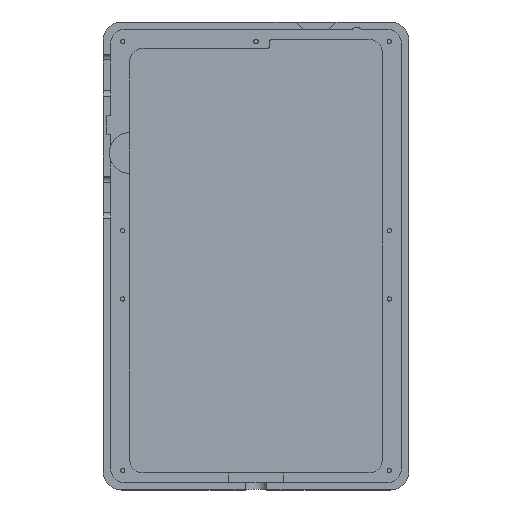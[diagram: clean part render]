
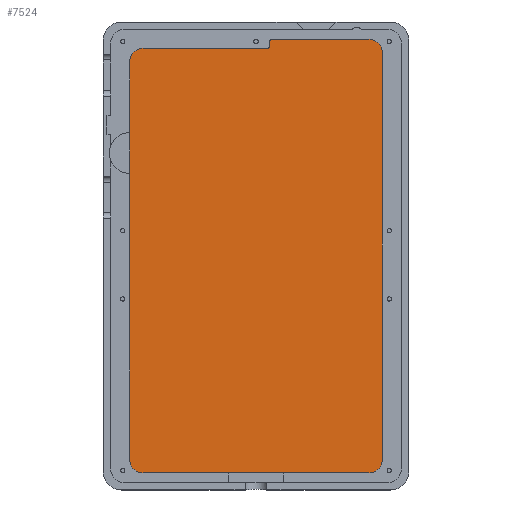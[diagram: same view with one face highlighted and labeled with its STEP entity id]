
A CAD part, top view. The second image highlights one B-rep face of the part: STEP entity #7524.
In plain terms, the highlighted planar face has unit normal (0, 0, 1).
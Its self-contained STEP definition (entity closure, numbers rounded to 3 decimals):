
#109=CIRCLE('',#7741,0.5);
#110=CIRCLE('',#7742,3.);
#111=CIRCLE('',#7743,3.);
#112=CIRCLE('',#7744,3.);
#113=CIRCLE('',#7745,3.);
#114=CIRCLE('',#7746,0.5);
#253=PLANE('',#7740);
#649=FACE_OUTER_BOUND('',#1084,.T.);
#1084=EDGE_LOOP('',(#6740,#6741,#6742,#6743,#6744,#6745,#6746,#6747,#6748,
#6749,#6750,#6751));
#1479=LINE('',#15597,#2025);
#1630=LINE('',#16835,#2176);
#1631=LINE('',#16840,#2177);
#1632=LINE('',#16844,#2178);
#1633=LINE('',#16848,#2179);
#1634=LINE('',#16851,#2180);
#2025=VECTOR('',#8271,10.);
#2176=VECTOR('',#8676,10.);
#2177=VECTOR('',#8681,10.);
#2178=VECTOR('',#8684,10.);
#2179=VECTOR('',#8687,10.);
#2180=VECTOR('',#8690,10.);
#3304=VERTEX_POINT('',#15594);
#3305=VERTEX_POINT('',#15596);
#3469=VERTEX_POINT('',#16831);
#3470=VERTEX_POINT('',#16832);
#3471=VERTEX_POINT('',#16834);
#3472=VERTEX_POINT('',#16837);
#3473=VERTEX_POINT('',#16839);
#3474=VERTEX_POINT('',#16841);
#3475=VERTEX_POINT('',#16843);
#3476=VERTEX_POINT('',#16845);
#3477=VERTEX_POINT('',#16847);
#3478=VERTEX_POINT('',#16849);
#4343=EDGE_CURVE('',#3304,#3305,#1479,.T.);
#4585=EDGE_CURVE('',#3469,#3470,#109,.T.);
#4586=EDGE_CURVE('',#3471,#3469,#1630,.T.);
#4587=EDGE_CURVE('',#3305,#3471,#110,.T.);
#4588=EDGE_CURVE('',#3472,#3304,#111,.T.);
#4589=EDGE_CURVE('',#3473,#3472,#1631,.T.);
#4590=EDGE_CURVE('',#3474,#3473,#112,.T.);
#4591=EDGE_CURVE('',#3475,#3474,#1632,.T.);
#4592=EDGE_CURVE('',#3476,#3475,#113,.T.);
#4593=EDGE_CURVE('',#3477,#3476,#1633,.T.);
#4594=EDGE_CURVE('',#3478,#3477,#114,.T.);
#4595=EDGE_CURVE('',#3470,#3478,#1634,.T.);
#6740=ORIENTED_EDGE('',*,*,#4585,.F.);
#6741=ORIENTED_EDGE('',*,*,#4586,.F.);
#6742=ORIENTED_EDGE('',*,*,#4587,.F.);
#6743=ORIENTED_EDGE('',*,*,#4343,.F.);
#6744=ORIENTED_EDGE('',*,*,#4588,.F.);
#6745=ORIENTED_EDGE('',*,*,#4589,.F.);
#6746=ORIENTED_EDGE('',*,*,#4590,.F.);
#6747=ORIENTED_EDGE('',*,*,#4591,.F.);
#6748=ORIENTED_EDGE('',*,*,#4592,.F.);
#6749=ORIENTED_EDGE('',*,*,#4593,.F.);
#6750=ORIENTED_EDGE('',*,*,#4594,.F.);
#6751=ORIENTED_EDGE('',*,*,#4595,.F.);
#7524=ADVANCED_FACE('',(#649),#253,.T.);
#7740=AXIS2_PLACEMENT_3D('',#16830,#8672,#8673);
#7741=AXIS2_PLACEMENT_3D('',#16833,#8674,#8675);
#7742=AXIS2_PLACEMENT_3D('',#16836,#8677,#8678);
#7743=AXIS2_PLACEMENT_3D('',#16838,#8679,#8680);
#7744=AXIS2_PLACEMENT_3D('',#16842,#8682,#8683);
#7745=AXIS2_PLACEMENT_3D('',#16846,#8685,#8686);
#7746=AXIS2_PLACEMENT_3D('',#16850,#8688,#8689);
#8271=DIRECTION('',(0.,1.,0.));
#8672=DIRECTION('center_axis',(0.,0.,1.));
#8673=DIRECTION('ref_axis',(1.,0.,0.));
#8674=DIRECTION('center_axis',(0.,0.,1.));
#8675=DIRECTION('ref_axis',(0.,-1.,0.));
#8676=DIRECTION('',(1.,0.,0.));
#8677=DIRECTION('center_axis',(0.,0.,-1.));
#8678=DIRECTION('ref_axis',(0.,1.,0.));
#8679=DIRECTION('center_axis',(0.,0.,-1.));
#8680=DIRECTION('ref_axis',(-1.,0.,0.));
#8681=DIRECTION('',(-1.,0.,0.));
#8682=DIRECTION('center_axis',(0.,0.,-1.));
#8683=DIRECTION('ref_axis',(0.,-1.,0.));
#8684=DIRECTION('',(0.,-1.,0.));
#8685=DIRECTION('center_axis',(0.,0.,-1.));
#8686=DIRECTION('ref_axis',(1.,0.,0.));
#8687=DIRECTION('',(1.,0.,0.));
#8688=DIRECTION('center_axis',(0.,0.,-1.));
#8689=DIRECTION('ref_axis',(0.,1.,0.));
#8690=DIRECTION('',(0.,1.,0.));
#15594=CARTESIAN_POINT('',(4.,-95.,-3.4));
#15596=CARTESIAN_POINT('',(4.,-7.,-3.4));
#15597=CARTESIAN_POINT('',(4.,-28.5,-3.4));
#16830=CARTESIAN_POINT('Origin',(32.,-50.,-3.4));
#16831=CARTESIAN_POINT('',(34.5,-4.,-3.4));
#16832=CARTESIAN_POINT('',(35.,-3.5,-3.4));
#16833=CARTESIAN_POINT('Origin',(34.5,-3.5,-3.4));
#16834=CARTESIAN_POINT('',(7.,-4.,-3.4));
#16835=CARTESIAN_POINT('',(33.25,-4.,-3.4));
#16836=CARTESIAN_POINT('Origin',(7.,-7.,-3.4));
#16837=CARTESIAN_POINT('',(7.,-98.,-3.4));
#16838=CARTESIAN_POINT('Origin',(7.,-95.,-3.4));
#16839=CARTESIAN_POINT('',(57.,-98.,-3.4));
#16840=CARTESIAN_POINT('',(19.5,-98.,-3.4));
#16841=CARTESIAN_POINT('',(60.,-95.,-3.4));
#16842=CARTESIAN_POINT('Origin',(57.,-95.,-3.4));
#16843=CARTESIAN_POINT('',(60.,-5.,-3.4));
#16844=CARTESIAN_POINT('',(60.,-72.5,-3.4));
#16845=CARTESIAN_POINT('',(57.,-2.,-3.4));
#16846=CARTESIAN_POINT('Origin',(57.,-5.,-3.4));
#16847=CARTESIAN_POINT('',(35.5,-2.,-3.4));
#16848=CARTESIAN_POINT('',(44.5,-2.,-3.4));
#16849=CARTESIAN_POINT('',(35.,-2.5,-3.4));
#16850=CARTESIAN_POINT('Origin',(35.5,-2.5,-3.4));
#16851=CARTESIAN_POINT('',(35.,-26.25,-3.4));
